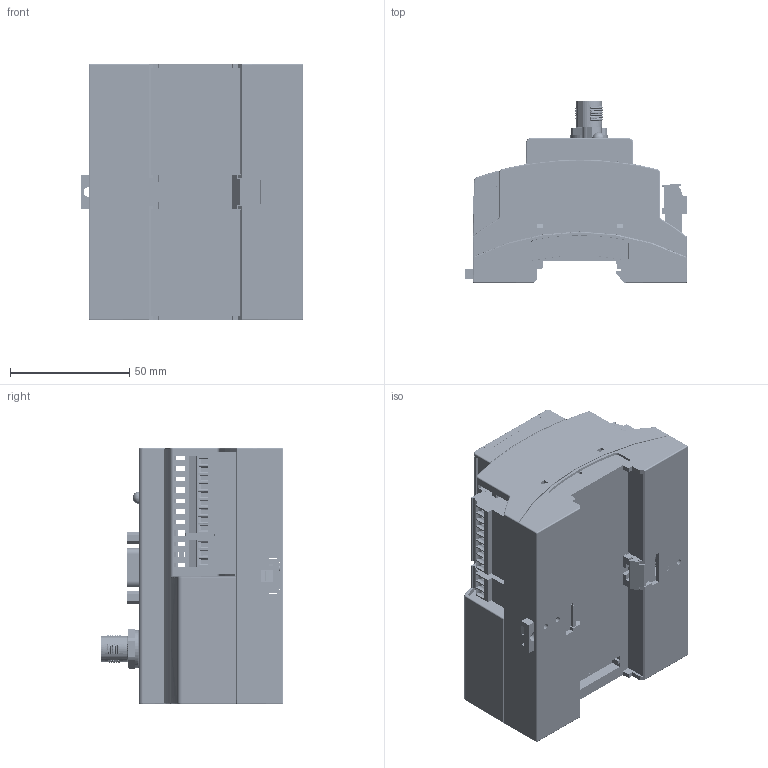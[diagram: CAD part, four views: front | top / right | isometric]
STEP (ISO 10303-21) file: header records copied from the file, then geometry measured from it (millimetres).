
FILE_DESCRIPTION(/* description */ (''),/* implementation_level */ '2;1');
FILE_NAME(/* name */ 'IO Modul.stp',/* time_stamp */ '2012-07-19T07:42:27+02:00',/* author */ (''),/* organization */ (''),/* preprocessor_version */ 'ST-DEVELOPER v11',/* originating_system */ 'SIEMENS UGS NX 6.0',/* authorisation */ '');
FILE_SCHEMA (('CONFIG_CONTROL_DESIGN'));
Products named in the file (1): 200004323-dummy_001
Bounding box: 92.8 x 76.6 x 107.6 mm (x, y, z)
Volume: 112563 mm3; surface area: 146959.7 mm2
Topology: 24 solids, 24 shells, 8484 faces, 22934 edges, 15014 vertices
Faces by surface type: plane 6198, cylinder 1706, extrusion 176, cone 150, bspline 149, torus 80, sphere 25
Full cylindrical faces by diameter (mm): 0.6 x12, 2.6 x2, 3 x2, 3.4 x2, 4.2 x2
Entity records: 286977 total; most frequent: CARTESIAN_POINT 72472, ORIENTED_EDGE 45838, DIRECTION 42072, EDGE_CURVE 22919, VECTOR 17276, LINE 17100, VERTEX_POINT 15012, AXIS2_PLACEMENT_3D 12398
